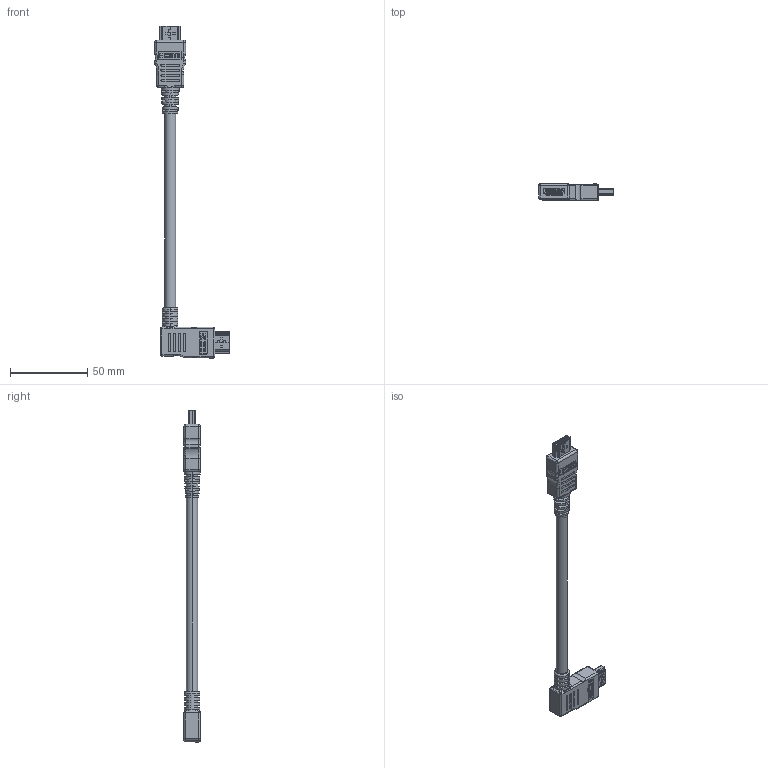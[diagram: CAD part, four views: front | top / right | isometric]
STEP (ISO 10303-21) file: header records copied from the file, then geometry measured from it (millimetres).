
FILE_DESCRIPTION (( 'STEP AP214' ), '1' );
FILE_NAME ('HDRAZ_3D.STEP', '2020-12-22T19:03:04', ( '' ), ( '' ), 'SwSTEP 2.0', 'SolidWorks 2018', '' );
FILE_SCHEMA (( 'AUTOMOTIVE_DESIGN' ));
Length unit declared in the file: inch
Products named in the file (14): MTN-547_with Global Connectivity logo; MTN-548; MTN-547; 1AH05-007-MA2___; MTN-518_with Global Connectivity logo; 1AH05-007-MA3___; 1AH05-007___; 1AH05-013-MA1___; 1AH05-007-MA1___; 3AB14-022-MA2; MTN-518___; HDRAZ_3D; 1AH05-013___; 1AH05-013-MA2___
Assembly tree (13 placements, depth 4):
  HDRAZ_3D
    3AB14-022-MA2
    MTN-518___
      MTN-518_with Global Connectivity logo
      1AH05-007___
        1AH05-007-MA2___
        1AH05-007-MA1___
        1AH05-007-MA3___
    MTN-547
      MTN-547_with Global Connectivity logo
      MTN-548
      1AH05-013___
        1AH05-013-MA2___
        1AH05-013-MA1___
Bounding box: 48.1 x 10.88 x 214.59 mm (x, y, z)
Volume: 25069.6 mm3; surface area: 18611 mm2
Topology: 47 solids, 47 shells, 4858 faces, 12720 edges, 8356 vertices
Faces by surface type: plane 4015, cylinder 601, bspline 168, torus 44, sphere 28, cone 2
Entity records: 168761 total; most frequent: CARTESIAN_POINT 34076, ORIENTED_EDGE 25356, DIRECTION 22943, EDGE_CURVE 12678, VECTOR 10945, LINE 10945, VERTEX_POINT 8356, AXIS2_PLACEMENT_3D 5999
